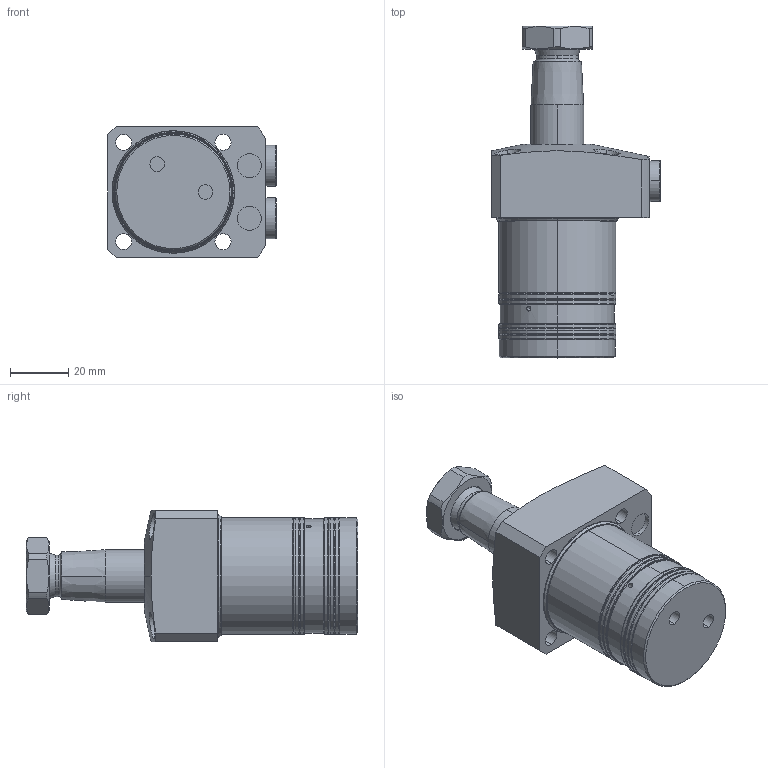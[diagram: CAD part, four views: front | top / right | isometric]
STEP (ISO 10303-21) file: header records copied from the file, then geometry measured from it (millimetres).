
FILE_DESCRIPTION (( 'STEP AP203' ), '1' );
FILE_NAME ('CTM04-RT.STEP', '2019-09-24T01:53:51', ( '微软用户' ), ( '微软中国' ), 'SwSTEP 2.0', 'SolidWorks 2012', '' );
FILE_SCHEMA (( 'CONFIG_CONTROL_DESIGN' ));
Length unit declared in the file: millimetre
Products named in the file (5): CTM04-RT; CTM04_NUT; CTM04-T_ROD; CTM04-T_CYLINDER_1; BSPP-G1-8
Assembly tree (5 placements, depth 2):
  CTM04-RT
    CTM04-T_CYLINDER_1
    CTM04-T_ROD
    CTM04_NUT
    BSPP-G1-8  x2
Bounding box: 57.8 x 113.5 x 45 mm (x, y, z)
Volume: 120595.5 mm3; surface area: 26106 mm2
Topology: 6 solids, 10 shells, 279 faces, 630 edges, 391 vertices
Faces by surface type: cylinder 100, plane 87, bspline 55, cone 37
Entity records: 10771 total; most frequent: CARTESIAN_POINT 4668, DIRECTION 1162, ORIENTED_EDGE 1162, EDGE_CURVE 581, AXIS2_PLACEMENT_3D 486, VERTEX_POINT 363, EDGE_LOOP 298, CIRCLE 274
